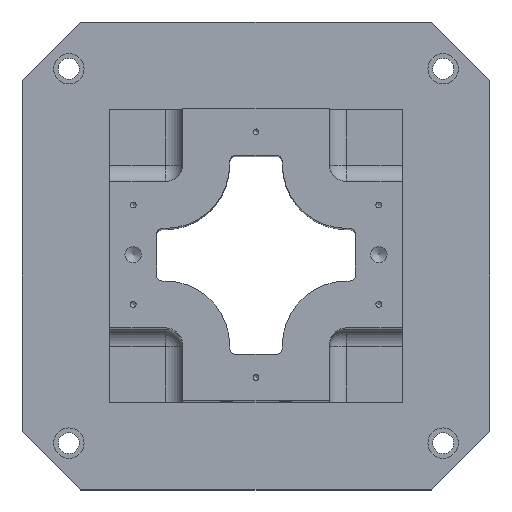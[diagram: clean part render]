
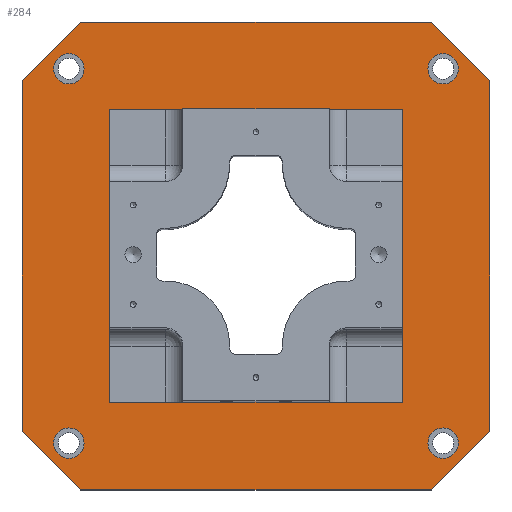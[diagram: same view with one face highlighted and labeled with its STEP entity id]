
A CAD part, top view. The second image highlights one B-rep face of the part: STEP entity #284.
In plain terms, the highlighted planar face has unit normal (0, 0, 1).
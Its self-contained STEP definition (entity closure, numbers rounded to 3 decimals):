
#284 = ADVANCED_FACE( '', ( #1011, #1012, #1013, #1014, #1015, #1016 ), #1017, .F. );
#1011 = FACE_BOUND( '', #1885, .T. );
#1012 = FACE_BOUND( '', #1886, .T. );
#1013 = FACE_BOUND( '', #1887, .T. );
#1014 = FACE_BOUND( '', #1888, .T. );
#1015 = FACE_OUTER_BOUND( '', #1889, .T. );
#1016 = FACE_BOUND( '', #1890, .T. );
#1017 = PLANE( '', #1891 );
#1885 = EDGE_LOOP( '', ( #3302 ) );
#1886 = EDGE_LOOP( '', ( #3303 ) );
#1887 = EDGE_LOOP( '', ( #3304 ) );
#1888 = EDGE_LOOP( '', ( #3305 ) );
#1889 = EDGE_LOOP( '', ( #3306, #3307, #3308, #3309, #3310, #3311, #3312, #3313 ) );
#1890 = EDGE_LOOP( '', ( #3314, #3315, #3316, #3317 ) );
#1891 = AXIS2_PLACEMENT_3D( '', #3318, #3319, #3320 );
#3302 = ORIENTED_EDGE( '', *, *, #4210, .T. );
#3303 = ORIENTED_EDGE( '', *, *, #4211, .T. );
#3304 = ORIENTED_EDGE( '', *, *, #4212, .T. );
#3305 = ORIENTED_EDGE( '', *, *, #4213, .T. );
#3306 = ORIENTED_EDGE( '', *, *, #4214, .T. );
#3307 = ORIENTED_EDGE( '', *, *, #4122, .T. );
#3308 = ORIENTED_EDGE( '', *, *, #4204, .T. );
#3309 = ORIENTED_EDGE( '', *, *, #4108, .T. );
#3310 = ORIENTED_EDGE( '', *, *, #4209, .T. );
#3311 = ORIENTED_EDGE( '', *, *, #4114, .T. );
#3312 = ORIENTED_EDGE( '', *, *, #4215, .T. );
#3313 = ORIENTED_EDGE( '', *, *, #4118, .T. );
#3314 = ORIENTED_EDGE( '', *, *, #4216, .F. );
#3315 = ORIENTED_EDGE( '', *, *, #3887, .F. );
#3316 = ORIENTED_EDGE( '', *, *, #3856, .F. );
#3317 = ORIENTED_EDGE( '', *, *, #3911, .F. );
#3318 = CARTESIAN_POINT( '', ( -200., 200., 50. ) );
#3319 = DIRECTION( '', ( 0., 0., -1. ) );
#3320 = DIRECTION( '', ( -1., 0., 0. ) );
#3856 = EDGE_CURVE( '', #4379, #4381, #4382, .T. );
#3887 = EDGE_CURVE( '', #4381, #4442, #4443, .T. );
#3911 = EDGE_CURVE( '', #4489, #4379, #4490, .T. );
#4108 = EDGE_CURVE( '', #4715, #4716, #4717, .F. );
#4114 = EDGE_CURVE( '', #4727, #4728, #4729, .F. );
#4118 = EDGE_CURVE( '', #4735, #4736, #4737, .F. );
#4122 = EDGE_CURVE( '', #4743, #4744, #4745, .F. );
#4204 = EDGE_CURVE( '', #4744, #4715, #4886, .T. );
#4209 = EDGE_CURVE( '', #4716, #4727, #4893, .T. );
#4210 = EDGE_CURVE( '', #4894, #4894, #4895, .T. );
#4211 = EDGE_CURVE( '', #4896, #4896, #4897, .T. );
#4212 = EDGE_CURVE( '', #4898, #4898, #4899, .T. );
#4213 = EDGE_CURVE( '', #4900, #4900, #4901, .T. );
#4214 = EDGE_CURVE( '', #4736, #4743, #4902, .T. );
#4215 = EDGE_CURVE( '', #4728, #4735, #4903, .T. );
#4216 = EDGE_CURVE( '', #4442, #4489, #4904, .T. );
#4379 = VERTEX_POINT( '', #5108 );
#4381 = VERTEX_POINT( '', #5111 );
#4382 = LINE( '', #5112, #5113 );
#4442 = VERTEX_POINT( '', #5179 );
#4443 = LINE( '', #5180, #5181 );
#4489 = VERTEX_POINT( '', #5228 );
#4490 = LINE( '', #5229, #5230 );
#4715 = VERTEX_POINT( '', #5463 );
#4716 = VERTEX_POINT( '', #5464 );
#4717 = LINE( '', #5465, #5466 );
#4727 = VERTEX_POINT( '', #5479 );
#4728 = VERTEX_POINT( '', #5480 );
#4729 = LINE( '', #5481, #5482 );
#4735 = VERTEX_POINT( '', #5491 );
#4736 = VERTEX_POINT( '', #5492 );
#4737 = LINE( '', #5493, #5494 );
#4743 = VERTEX_POINT( '', #5503 );
#4744 = VERTEX_POINT( '', #5504 );
#4745 = LINE( '', #5505, #5506 );
#4886 = LINE( '', #5694, #5695 );
#4893 = LINE( '', #5704, #5705 );
#4894 = VERTEX_POINT( '', #5706 );
#4895 = CIRCLE( '', #5707, 13. );
#4896 = VERTEX_POINT( '', #5708 );
#4897 = CIRCLE( '', #5709, 13. );
#4898 = VERTEX_POINT( '', #5710 );
#4899 = CIRCLE( '', #5711, 13. );
#4900 = VERTEX_POINT( '', #5712 );
#4901 = CIRCLE( '', #5713, 13. );
#4902 = LINE( '', #5714, #5715 );
#4903 = LINE( '', #5716, #5717 );
#4904 = LINE( '', #5718, #5719 );
#5108 = CARTESIAN_POINT( '', ( 125., -125., 50. ) );
#5111 = CARTESIAN_POINT( '', ( 125., 125., 50. ) );
#5112 = CARTESIAN_POINT( '', ( 125., -125., 50. ) );
#5113 = VECTOR( '', #5982, 1000. );
#5179 = CARTESIAN_POINT( '', ( -125., 125., 50. ) );
#5180 = CARTESIAN_POINT( '', ( 125., 125., 50. ) );
#5181 = VECTOR( '', #6061, 1000. );
#5228 = CARTESIAN_POINT( '', ( -125., -125., 50. ) );
#5229 = CARTESIAN_POINT( '', ( -125., -125., 50. ) );
#5230 = VECTOR( '', #6129, 1000. );
#5463 = CARTESIAN_POINT( '', ( -200., -150., 50. ) );
#5464 = CARTESIAN_POINT( '', ( -150., -200., 50. ) );
#5465 = CARTESIAN_POINT( '', ( -150., -200., 50. ) );
#5466 = VECTOR( '', #6453, 1000. );
#5479 = CARTESIAN_POINT( '', ( 150., -200., 50. ) );
#5480 = CARTESIAN_POINT( '', ( 200., -150., 50. ) );
#5481 = CARTESIAN_POINT( '', ( 200., -150., 50. ) );
#5482 = VECTOR( '', #6463, 1000. );
#5491 = CARTESIAN_POINT( '', ( 200., 150., 50. ) );
#5492 = CARTESIAN_POINT( '', ( 150., 200., 50. ) );
#5493 = CARTESIAN_POINT( '', ( 150., 200., 50. ) );
#5494 = VECTOR( '', #6467, 1000. );
#5503 = CARTESIAN_POINT( '', ( -150., 200., 50. ) );
#5504 = CARTESIAN_POINT( '', ( -200., 150., 50. ) );
#5505 = CARTESIAN_POINT( '', ( -200., 150., 50. ) );
#5506 = VECTOR( '', #6471, 1000. );
#5694 = CARTESIAN_POINT( '', ( -200., 200., 50. ) );
#5695 = VECTOR( '', #6621, 1000. );
#5704 = CARTESIAN_POINT( '', ( -200., -200., 50. ) );
#5705 = VECTOR( '', #6630, 1000. );
#5706 = CARTESIAN_POINT( '', ( -160., -173., 50. ) );
#5707 = AXIS2_PLACEMENT_3D( '', #6631, #6632, #6633 );
#5708 = CARTESIAN_POINT( '', ( 160., -173., 50. ) );
#5709 = AXIS2_PLACEMENT_3D( '', #6634, #6635, #6636 );
#5710 = CARTESIAN_POINT( '', ( 160., 147., 50. ) );
#5711 = AXIS2_PLACEMENT_3D( '', #6637, #6638, #6639 );
#5712 = CARTESIAN_POINT( '', ( -160., 147., 50. ) );
#5713 = AXIS2_PLACEMENT_3D( '', #6640, #6641, #6642 );
#5714 = CARTESIAN_POINT( '', ( 200., 200., 50. ) );
#5715 = VECTOR( '', #6643, 1000. );
#5716 = CARTESIAN_POINT( '', ( 200., -200., 50. ) );
#5717 = VECTOR( '', #6644, 1000. );
#5718 = CARTESIAN_POINT( '', ( -125., 125., 50. ) );
#5719 = VECTOR( '', #6645, 1000. );
#5982 = DIRECTION( '', ( 0., 1., 0. ) );
#6061 = DIRECTION( '', ( -1., 0., 0. ) );
#6129 = DIRECTION( '', ( 1., 0., 0. ) );
#6453 = DIRECTION( '', ( -0.707, 0.707, 0. ) );
#6463 = DIRECTION( '', ( -0.707, -0.707, 0. ) );
#6467 = DIRECTION( '', ( 0.707, -0.707, 0. ) );
#6471 = DIRECTION( '', ( 0.707, 0.707, 0. ) );
#6621 = DIRECTION( '', ( 0., -1., 0. ) );
#6630 = DIRECTION( '', ( 1., 0., 0. ) );
#6631 = CARTESIAN_POINT( '', ( -160., -160., 50. ) );
#6632 = DIRECTION( '', ( 0., 0., -1. ) );
#6633 = DIRECTION( '', ( 0., -1., 0. ) );
#6634 = CARTESIAN_POINT( '', ( 160., -160., 50. ) );
#6635 = DIRECTION( '', ( 0., 0., -1. ) );
#6636 = DIRECTION( '', ( 0., -1., 0. ) );
#6637 = CARTESIAN_POINT( '', ( 160., 160., 50. ) );
#6638 = DIRECTION( '', ( 0., 0., -1. ) );
#6639 = DIRECTION( '', ( 0., -1., 0. ) );
#6640 = CARTESIAN_POINT( '', ( -160., 160., 50. ) );
#6641 = DIRECTION( '', ( 0., 0., -1. ) );
#6642 = DIRECTION( '', ( 0., -1., 0. ) );
#6643 = DIRECTION( '', ( -1., 0., 0. ) );
#6644 = DIRECTION( '', ( 0., 1., 0. ) );
#6645 = DIRECTION( '', ( 0., -1., 0. ) );
